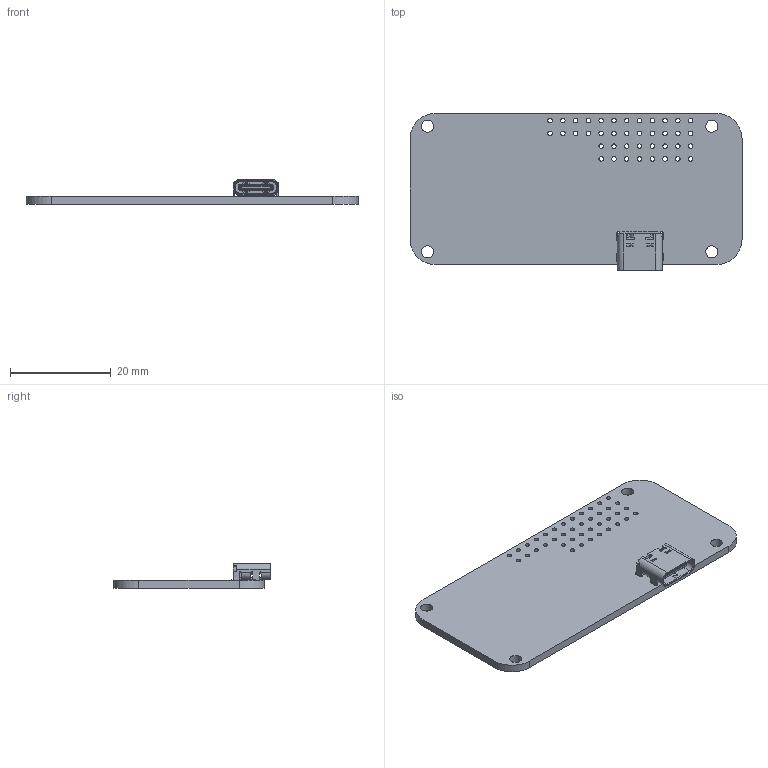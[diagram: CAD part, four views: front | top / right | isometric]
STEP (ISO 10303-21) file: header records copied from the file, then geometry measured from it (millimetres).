
FILE_DESCRIPTION(('KiCad electronic assembly'),'2;1');
FILE_NAME('CSMC001 (2).step','2024-10-07T17:01:41',('Pcbnew'),('Kicad'), 'Open CASCADE STEP processor 7.8','KiCad to STEP converter','Unknown' );
FILE_SCHEMA(('AUTOMOTIVE_DESIGN { 1 0 10303 214 1 1 1 1 }'));
Length unit declared in the file: millimetre
Products named in the file (4): CSMC001 (2) 1; USB4105-GF-A; USB4105GFA; _autosave-CSMC001 (2)_PCB
Assembly tree (3 placements, depth 3):
  CSMC001 (2) 1
    USB4105-GF-A
      USB4105GFA
    _autosave-CSMC001 (2)_PCB
Bounding box: 66 x 31.19 x 4.96 mm (x, y, z)
Volume: 3170.6 mm3; surface area: 4893.7 mm2
Topology: 45 solids, 45 shells, 997 faces, 2570 edges, 1654 vertices
Faces by surface type: plane 658, cylinder 269, cone 64, bspline 6
Full cylindrical faces by diameter (mm): 0.65 x2, 0.889 x40, 2.4 x4
Entity records: 30673 total; most frequent: CARTESIAN_POINT 5719, ORIENTED_EDGE 5140, DIRECTION 5130, EDGE_CURVE 2570, LINE 1928, VECTOR 1928, VERTEX_POINT 1654, AXIS2_PLACEMENT_3D 1601
